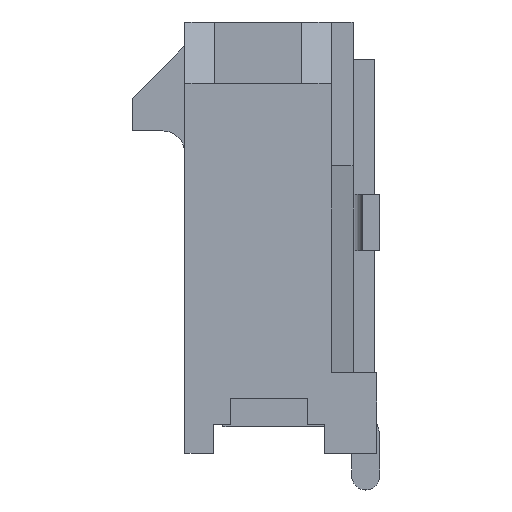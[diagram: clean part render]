
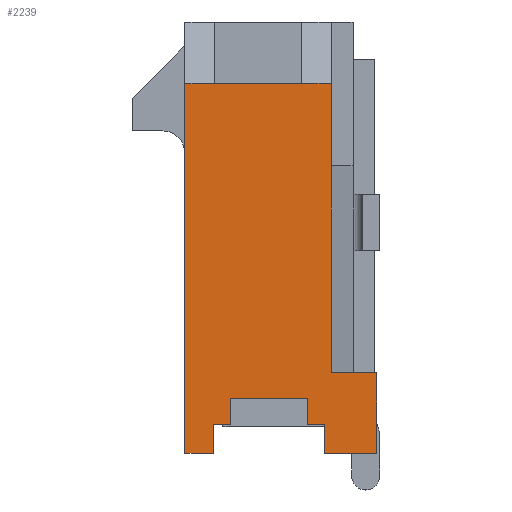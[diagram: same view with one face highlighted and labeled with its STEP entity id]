
A CAD part, left-side view. The second image highlights one B-rep face of the part: STEP entity #2239.
In plain terms, the highlighted planar face has unit normal (-1, 0, 0).
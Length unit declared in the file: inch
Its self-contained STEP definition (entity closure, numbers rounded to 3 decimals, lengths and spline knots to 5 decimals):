
#25 = CARTESIAN_POINT ( 'NONE',  ( -0.24902, 0.03445, -0.1685 ) ) ;
#362 = DIRECTION ( 'NONE',  ( 0., 1., 0. ) ) ;
#369 = DIRECTION ( 'NONE',  ( 0., -1., 0. ) ) ;
#441 = VECTOR ( 'NONE', #493, 39.37008 ) ;
#469 = DIRECTION ( 'NONE',  ( 0., 0., 1. ) ) ;
#493 = DIRECTION ( 'NONE',  ( 0., 1., 0. ) ) ;
#515 = CARTESIAN_POINT ( 'NONE',  ( -0.24902, -0.0563, 0.19488 ) ) ;
#548 = VERTEX_POINT ( 'NONE', #6587 ) ;
#657 = EDGE_CURVE ( 'NONE', #7827, #7769, #5764, .T. ) ;
#892 = CARTESIAN_POINT ( 'NONE',  ( -0.24902, 0.04921, 0.13976 ) ) ;
#944 = VECTOR ( 'NONE', #362, 39.37008 ) ;
#946 = EDGE_LOOP ( 'NONE', ( #6671, #2911, #7806, #1111, #5112, #3530, #4805, #3337, #7178, #3163, #7195, #8286, #6101, #8214, #5492, #5694, #8124 ) ) ;
#952 = DIRECTION ( 'NONE',  ( 0., 1., 0. ) ) ;
#1003 = CARTESIAN_POINT ( 'NONE',  ( -0.24902, -0.03445, -0.14488 ) ) ;
#1069 = AXIS2_PLACEMENT_3D ( 'NONE', #2556, #7688, #5071 ) ;
#1111 = ORIENTED_EDGE ( 'NONE', *, *, #5557, .F. ) ;
#1128 = EDGE_CURVE ( 'NONE', #5599, #7583, #1701, .T. ) ;
#1292 = VECTOR ( 'NONE', #7393, 39.37008 ) ;
#1537 = VECTOR ( 'NONE', #952, 39.37008 ) ;
#1560 = CARTESIAN_POINT ( 'NONE',  ( -0.24902, -0.0563, 0.13976 ) ) ;
#1697 = CARTESIAN_POINT ( 'NONE',  ( -0.24902, -0.05, -0.19488 ) ) ;
#1701 = LINE ( 'NONE', #5881, #2193 ) ;
#1736 = VECTOR ( 'NONE', #7365, 39.37008 ) ;
#1779 = EDGE_CURVE ( 'NONE', #5171, #5599, #4485, .T. ) ;
#1786 = VECTOR ( 'NONE', #6550, 39.37008 ) ;
#2003 = CARTESIAN_POINT ( 'NONE',  ( -0.24902, -0.09724, -0.19488 ) ) ;
#2122 = DIRECTION ( 'NONE',  ( 0., 1., 0. ) ) ;
#2193 = VECTOR ( 'NONE', #6502, 39.37008 ) ;
#2239 = ADVANCED_FACE ( 'NONE', ( #7823 ), #3234, .F. ) ;
#2348 = DIRECTION ( 'NONE',  ( 0., -1., 0. ) ) ;
#2404 = CARTESIAN_POINT ( 'NONE',  ( -0.24902, -0.02953, 0.13976 ) ) ;
#2433 = LINE ( 'NONE', #3812, #8228 ) ;
#2556 = CARTESIAN_POINT ( 'NONE',  ( -0.24902, 0., 0. ) ) ;
#2624 = EDGE_CURVE ( 'NONE', #6929, #548, #7517, .T. ) ;
#2767 = CARTESIAN_POINT ( 'NONE',  ( -0.24902, 0., 0.13976 ) ) ;
#2823 = VERTEX_POINT ( 'NONE', #3067 ) ;
#2865 = CARTESIAN_POINT ( 'NONE',  ( -0.24902, 0.04154, -0.19488 ) ) ;
#2876 = LINE ( 'NONE', #3665, #1292 ) ;
#2911 = ORIENTED_EDGE ( 'NONE', *, *, #7247, .T. ) ;
#3031 = EDGE_CURVE ( 'NONE', #4086, #6600, #5709, .T. ) ;
#3067 = CARTESIAN_POINT ( 'NONE',  ( -0.24902, 0.05, -0.19488 ) ) ;
#3137 = CARTESIAN_POINT ( 'NONE',  ( -0.24902, 0.07598, 0.13976 ) ) ;
#3163 = ORIENTED_EDGE ( 'NONE', *, *, #4154, .F. ) ;
#3234 = PLANE ( 'NONE',  #1069 ) ;
#3285 = CARTESIAN_POINT ( 'NONE',  ( -0.24902, 0.03445, -0.1685 ) ) ;
#3308 = CARTESIAN_POINT ( 'NONE',  ( -0.24902, 0.03445, -0.14488 ) ) ;
#3337 = ORIENTED_EDGE ( 'NONE', *, *, #1128, .F. ) ;
#3369 = LINE ( 'NONE', #8213, #4770 ) ;
#3441 = LINE ( 'NONE', #4816, #1537 ) ;
#3489 = LINE ( 'NONE', #2767, #1786 ) ;
#3530 = ORIENTED_EDGE ( 'NONE', *, *, #4872, .F. ) ;
#3585 = CARTESIAN_POINT ( 'NONE',  ( -0.24902, 0.07598, -0.19488 ) ) ;
#3654 = CARTESIAN_POINT ( 'NONE',  ( -0.24902, 0.07598, 0.19488 ) ) ;
#3665 = CARTESIAN_POINT ( 'NONE',  ( -0.24902, 0.05, -0.1685 ) ) ;
#3781 = DIRECTION ( 'NONE',  ( 0., 0., -1. ) ) ;
#3804 = VERTEX_POINT ( 'NONE', #25 ) ;
#3812 = CARTESIAN_POINT ( 'NONE',  ( -0.24902, -0.0563, -0.12205 ) ) ;
#3823 = VECTOR ( 'NONE', #6305, 39.37008 ) ;
#3870 = CARTESIAN_POINT ( 'NONE',  ( -0.24902, -0.03445, -0.1685 ) ) ;
#3983 = EDGE_CURVE ( 'NONE', #4945, #7827, #3441, .T. ) ;
#4075 = CARTESIAN_POINT ( 'NONE',  ( -0.24902, 0., 0.13976 ) ) ;
#4086 = VERTEX_POINT ( 'NONE', #1560 ) ;
#4154 = EDGE_CURVE ( 'NONE', #7769, #5171, #7530, .T. ) ;
#4176 = VECTOR ( 'NONE', #4260, 39.37008 ) ;
#4214 = EDGE_CURVE ( 'NONE', #4340, #4601, #4832, .T. ) ;
#4260 = DIRECTION ( 'NONE',  ( 0., 0., 1. ) ) ;
#4291 = VECTOR ( 'NONE', #6424, 39.37008 ) ;
#4334 = LINE ( 'NONE', #2865, #944 ) ;
#4340 = VERTEX_POINT ( 'NONE', #3585 ) ;
#4405 = EDGE_CURVE ( 'NONE', #7583, #3804, #5123, .T. ) ;
#4442 = CARTESIAN_POINT ( 'NONE',  ( -0.24902, -0.03445, -0.1685 ) ) ;
#4447 = DIRECTION ( 'NONE',  ( 0., 0., 1. ) ) ;
#4485 = LINE ( 'NONE', #3870, #4291 ) ;
#4601 = VERTEX_POINT ( 'NONE', #3137 ) ;
#4610 = EDGE_CURVE ( 'NONE', #6929, #6600, #2433, .T. ) ;
#4611 = VERTEX_POINT ( 'NONE', #2404 ) ;
#4662 = LINE ( 'NONE', #3285, #5957 ) ;
#4770 = VECTOR ( 'NONE', #3781, 39.37008 ) ;
#4805 = ORIENTED_EDGE ( 'NONE', *, *, #4405, .F. ) ;
#4816 = CARTESIAN_POINT ( 'NONE',  ( -0.24902, 0.04154, -0.19488 ) ) ;
#4832 = LINE ( 'NONE', #3654, #7220 ) ;
#4872 = EDGE_CURVE ( 'NONE', #3804, #6008, #4662, .T. ) ;
#4892 = CARTESIAN_POINT ( 'NONE',  ( -0.24902, -0.05, -0.19488 ) ) ;
#4945 = VERTEX_POINT ( 'NONE', #2003 ) ;
#5071 = DIRECTION ( 'NONE',  ( 0., 0., -1. ) ) ;
#5112 = ORIENTED_EDGE ( 'NONE', *, *, #7327, .F. ) ;
#5123 = LINE ( 'NONE', #8019, #1736 ) ;
#5171 = VERTEX_POINT ( 'NONE', #4442 ) ;
#5269 = EDGE_CURVE ( 'NONE', #5596, #4611, #6736, .T. ) ;
#5492 = ORIENTED_EDGE ( 'NONE', *, *, #4610, .T. ) ;
#5557 = EDGE_CURVE ( 'NONE', #2823, #4340, #4334, .T. ) ;
#5596 = VERTEX_POINT ( 'NONE', #892 ) ;
#5599 = VERTEX_POINT ( 'NONE', #1003 ) ;
#5601 = CARTESIAN_POINT ( 'NONE',  ( -0.24902, -0.05, -0.1685 ) ) ;
#5624 = VECTOR ( 'NONE', #369, 39.37008 ) ;
#5694 = ORIENTED_EDGE ( 'NONE', *, *, #3031, .F. ) ;
#5709 = LINE ( 'NONE', #515, #3823 ) ;
#5764 = LINE ( 'NONE', #4892, #4176 ) ;
#5881 = CARTESIAN_POINT ( 'NONE',  ( -0.24902, -0.03445, -0.14488 ) ) ;
#5957 = VECTOR ( 'NONE', #2122, 39.37008 ) ;
#6008 = VERTEX_POINT ( 'NONE', #7068 ) ;
#6051 = VECTOR ( 'NONE', #2348, 39.37008 ) ;
#6101 = ORIENTED_EDGE ( 'NONE', *, *, #7473, .F. ) ;
#6112 = CARTESIAN_POINT ( 'NONE',  ( -0.24902, 0.04921, 0.13976 ) ) ;
#6124 = EDGE_CURVE ( 'NONE', #4086, #4611, #3489, .T. ) ;
#6305 = DIRECTION ( 'NONE',  ( 0., 0., -1. ) ) ;
#6424 = DIRECTION ( 'NONE',  ( 0., 0., 1. ) ) ;
#6502 = DIRECTION ( 'NONE',  ( 0., 1., 0. ) ) ;
#6548 = VECTOR ( 'NONE', #7271, 39.37008 ) ;
#6550 = DIRECTION ( 'NONE',  ( 0., 1., 0. ) ) ;
#6587 = CARTESIAN_POINT ( 'NONE',  ( -0.24902, -0.09724, -0.12205 ) ) ;
#6600 = VERTEX_POINT ( 'NONE', #7205 ) ;
#6671 = ORIENTED_EDGE ( 'NONE', *, *, #5269, .F. ) ;
#6736 = LINE ( 'NONE', #6112, #6051 ) ;
#6929 = VERTEX_POINT ( 'NONE', #7647 ) ;
#7068 = CARTESIAN_POINT ( 'NONE',  ( -0.24902, 0.05, -0.1685 ) ) ;
#7178 = ORIENTED_EDGE ( 'NONE', *, *, #1779, .F. ) ;
#7195 = ORIENTED_EDGE ( 'NONE', *, *, #657, .F. ) ;
#7205 = CARTESIAN_POINT ( 'NONE',  ( -0.24902, -0.0563, 0.06496 ) ) ;
#7220 = VECTOR ( 'NONE', #469, 39.37008 ) ;
#7247 = EDGE_CURVE ( 'NONE', #5596, #4601, #7653, .T. ) ;
#7271 = DIRECTION ( 'NONE',  ( 0., 1., 0. ) ) ;
#7327 = EDGE_CURVE ( 'NONE', #6008, #2823, #2876, .T. ) ;
#7365 = DIRECTION ( 'NONE',  ( 0., 0., -1. ) ) ;
#7393 = DIRECTION ( 'NONE',  ( 0., 0., -1. ) ) ;
#7473 = EDGE_CURVE ( 'NONE', #548, #4945, #3369, .T. ) ;
#7517 = LINE ( 'NONE', #7975, #5624 ) ;
#7530 = LINE ( 'NONE', #5601, #441 ) ;
#7583 = VERTEX_POINT ( 'NONE', #3308 ) ;
#7647 = CARTESIAN_POINT ( 'NONE',  ( -0.24902, -0.0563, -0.12205 ) ) ;
#7653 = LINE ( 'NONE', #4075, #6548 ) ;
#7688 = DIRECTION ( 'NONE',  ( 1., 0., 0. ) ) ;
#7769 = VERTEX_POINT ( 'NONE', #8042 ) ;
#7806 = ORIENTED_EDGE ( 'NONE', *, *, #4214, .F. ) ;
#7823 = FACE_OUTER_BOUND ( 'NONE', #946, .T. ) ;
#7827 = VERTEX_POINT ( 'NONE', #1697 ) ;
#7975 = CARTESIAN_POINT ( 'NONE',  ( -0.24902, -0.0563, -0.12205 ) ) ;
#8019 = CARTESIAN_POINT ( 'NONE',  ( -0.24902, 0.03445, -0.14488 ) ) ;
#8042 = CARTESIAN_POINT ( 'NONE',  ( -0.24902, -0.05, -0.1685 ) ) ;
#8124 = ORIENTED_EDGE ( 'NONE', *, *, #6124, .T. ) ;
#8213 = CARTESIAN_POINT ( 'NONE',  ( -0.24902, -0.09724, -0.12795 ) ) ;
#8214 = ORIENTED_EDGE ( 'NONE', *, *, #2624, .F. ) ;
#8228 = VECTOR ( 'NONE', #4447, 39.37008 ) ;
#8286 = ORIENTED_EDGE ( 'NONE', *, *, #3983, .F. ) ;
